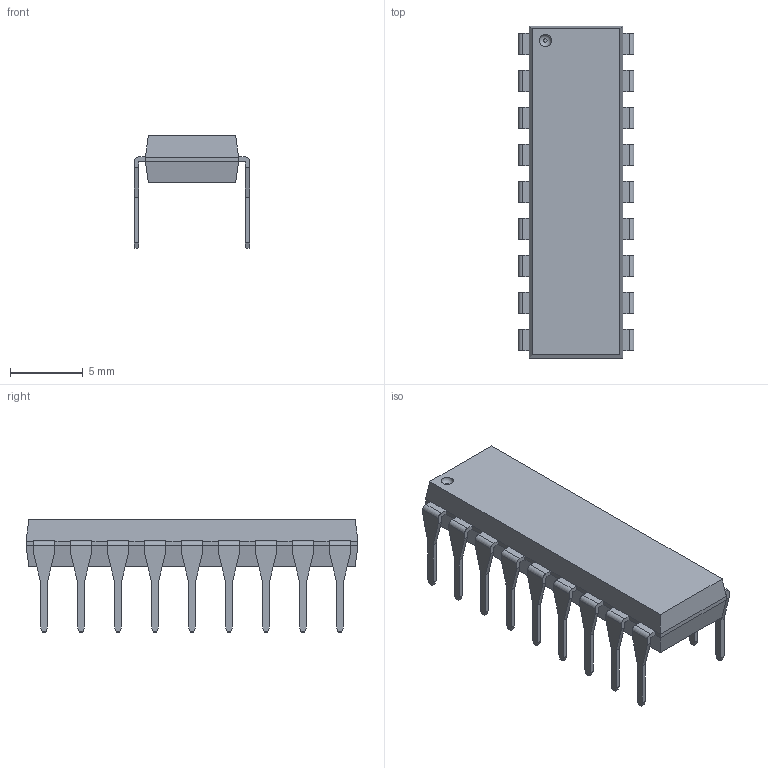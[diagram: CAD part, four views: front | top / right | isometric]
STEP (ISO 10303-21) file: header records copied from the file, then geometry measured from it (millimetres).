
FILE_DESCRIPTION(/* description */ ('Alibre Inc.'),/* implementation_level */ '2;1');
FILE_NAME(/* name */ 'export0',/* time_stamp */ '2014-09-11T23:57:14+03:00',/* author */ (''),/* organization */ (''),/* preprocessor_version */ 'ST-DEVELOPER v14',/* originating_system */ 'Alibre',/* authorisation */ '');
FILE_SCHEMA (('AUTOMOTIVE_DESIGN'));
Length unit declared in the file: centimetre
Bounding box: 7.94 x 22.8 x 7.7 mm (x, y, z)
Volume: 479.1 mm3; surface area: 715.1 mm2
Topology: 1 solids, 1 shells, 322 faces, 949 edges, 630 vertices
Faces by surface type: plane 285, cylinder 36, torus 1
Entity records: 10551 total; most frequent: ORIENTED_EDGE 1896, CARTESIAN_POINT 1882, DIRECTION 1362, EDGE_CURVE 948, VECTOR 856, LINE 856, VERTEX_POINT 630, AXIS2_PLACEMENT_3D 396
